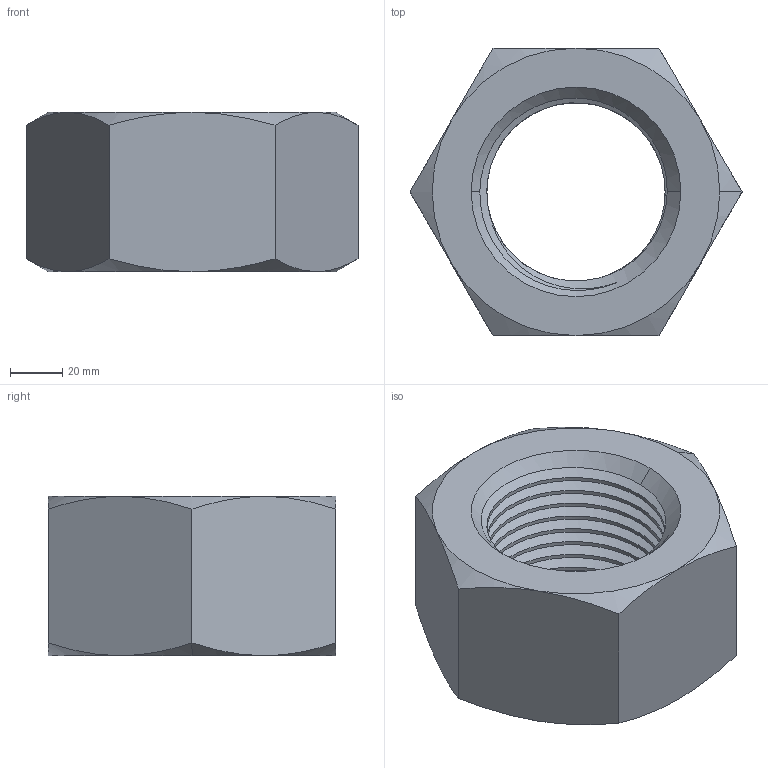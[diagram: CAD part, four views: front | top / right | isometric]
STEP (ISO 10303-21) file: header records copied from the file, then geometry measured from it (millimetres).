
FILE_DESCRIPTION (( 'STEP AP214' ), '1' );
FILE_NAME ('M76 Nut.STEP', '2019-05-01T13:53:25', ( '' ), ( '' ), 'SwSTEP 2.0', 'SolidWorks 2018', '' );
FILE_SCHEMA (( 'AUTOMOTIVE_DESIGN' ));
Length unit declared in the file: millimetre
Products named in the file (1): M76 Nut
Bounding box: 127.02 x 110 x 61 mm (x, y, z)
Volume: 388455.6 mm3; surface area: 56787.2 mm2
Topology: 1 solids, 1 shells, 47 faces, 120 edges, 75 vertices
Faces by surface type: cone 19, cylinder 18, plane 8, bspline 2
Entity records: 3891 total; most frequent: CARTESIAN_POINT 2883, ORIENTED_EDGE 240, DIRECTION 164, EDGE_CURVE 120, VERTEX_POINT 75, AXIS2_PLACEMENT_3D 67, EDGE_LOOP 49, FACE_OUTER_BOUND 47
